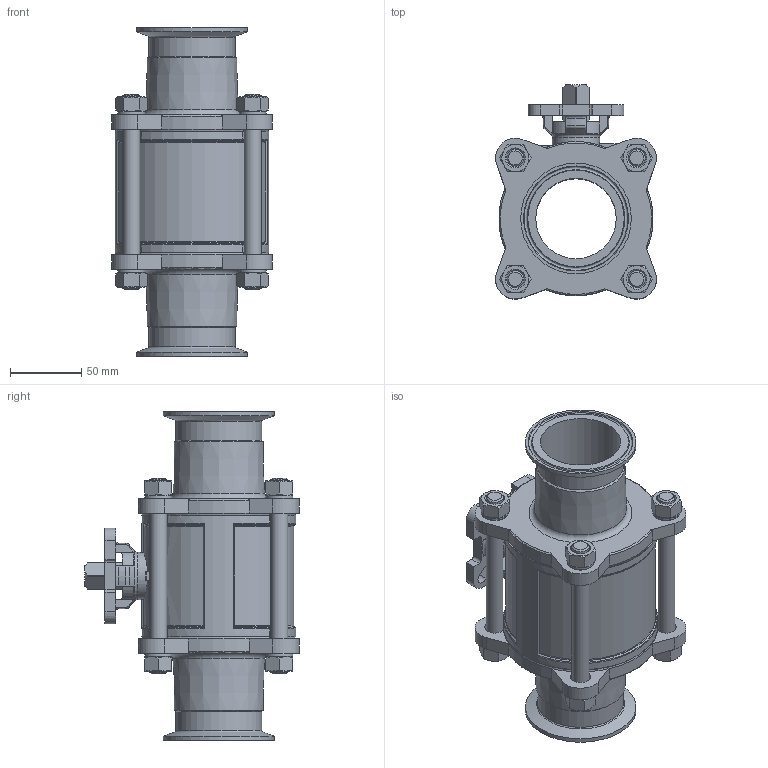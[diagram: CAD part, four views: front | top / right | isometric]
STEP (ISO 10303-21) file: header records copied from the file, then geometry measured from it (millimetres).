
FILE_DESCRIPTION(/* description */ ('STEP AP214'),/* implementation_level */ '2;1');
FILE_NAME(/* name */ '4802249_VZBD-2-S5-16-T-2-F0507-V14V14',/* time_stamp */ '2024-09-16T15:31:28+02:00',/* author */ ('License CC BY-ND 4.0'),/* organization */ ('CADENAS'),/* preprocessor_version */ 'ST-DEVELOPER v19.3',/* originating_system */ 'PARTsolutions',/* authorisation */ ' ');
FILE_SCHEMA (('AUTOMOTIVE_DESIGN {1 0 10303 214 3 1 1}'));
Length unit declared in the file: millimetre
Products named in the file (1): 4802249 VZBD-2-S5-16-T-2-F0507-V14V14
Bounding box: 112.45 x 149.98 x 230 mm (x, y, z)
Volume: 929809.4 mm3; surface area: 174743.2 mm2
Topology: 1 solids, 1 shells, 473 faces, 1190 edges, 735 vertices
Faces by surface type: plane 164, cone 150, cylinder 94, torus 65
Full cylindrical faces by diameter (mm): 4.917 x1, 12 x12, 14 x9, 19 x8, 25 x1, 33 x1, 36 x1, 56.3 x1, 60.3 x2, 77.5 x2
Entity records: 13936 total; most frequent: CARTESIAN_POINT 3343, ORIENTED_EDGE 2152, DIRECTION 2138, EDGE_CURVE 1076, AXIS2_PLACEMENT_3D 920, VERTEX_POINT 719, EDGE_LOOP 617, FACE_BOUND 617
